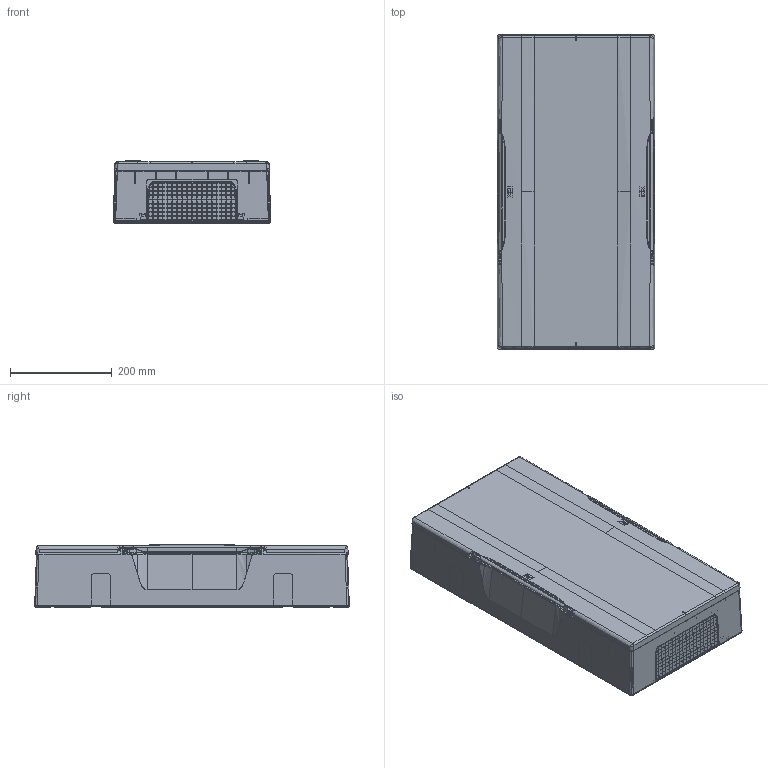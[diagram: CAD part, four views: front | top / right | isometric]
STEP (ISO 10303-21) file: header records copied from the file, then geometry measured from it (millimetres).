
FILE_DESCRIPTION (( 'STEP AP203' ), '1' );
FILE_NAME ('KR5-KP12-N-36-41 KREPTA 5 Êîðïóñ ïë ÙÐÍ-Ï-36 IP41 IEK.STEP', '2023-06-29T09:59:47', ( '' ), ( '' ), 'SwSTEP 2.0', 'SolidWorks 2022', '' );
FILE_SCHEMA (( 'CONFIG_CONTROL_DESIGN' ));
Products named in the file (1): KR5-KP12-N-36-41 KREPTA 5 Корпус пл ЩРН-П-36 IP41 IEK
Bounding box: 311.02 x 620.02 x 123.35 mm (x, y, z)
Volume: 1440413.1 mm3; surface area: 1829269.4 mm2
Topology: 11 solids, 12 shells, 10480 faces, 26571 edges, 16108 vertices
Faces by surface type: plane 4175, cylinder 2777, bspline 2033, cone 672, torus 591, sphere 232
Entity records: 477733 total; most frequent: CARTESIAN_POINT 248910, ORIENTED_EDGE 53054, DIRECTION 40533, EDGE_CURVE 26527, VERTEX_POINT 16093, AXIS2_PLACEMENT_3D 13915, VECTOR 12703, LINE 12703
